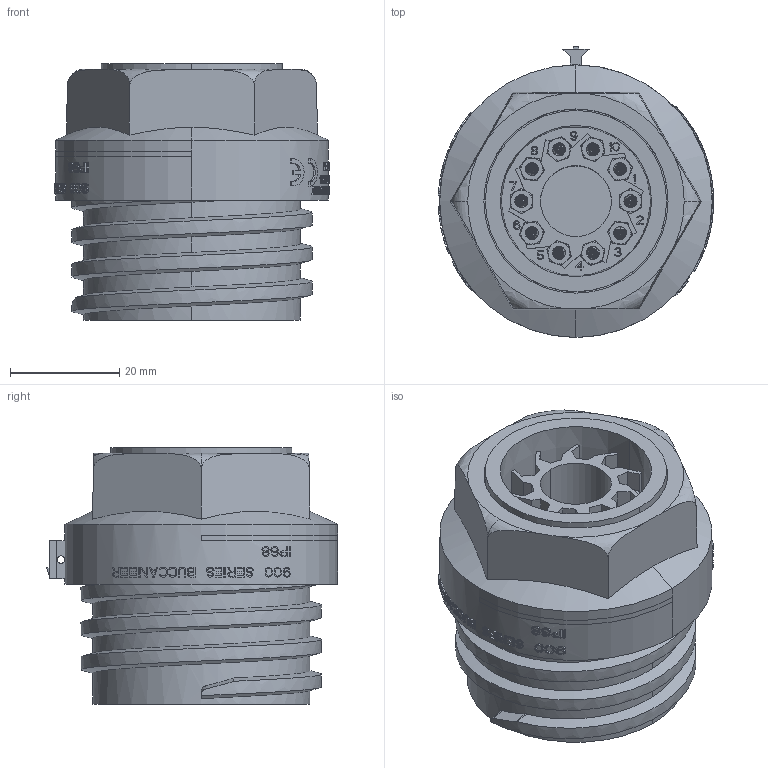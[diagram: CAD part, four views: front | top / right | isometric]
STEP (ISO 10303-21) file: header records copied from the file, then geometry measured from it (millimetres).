
FILE_DESCRIPTION(('STEP AP242'),'1');
FILE_NAME('px0931-10-s.stp','2024-02-01T19:14:17',('TraceParts'),('TraceParts S.A.'),'Spatial InterOp 3D',' ',' ');
FILE_SCHEMA(('AP242_MANAGED_MODEL_BASED_3D_ENGINEERING_MIM_LF {1 0 10303 442 1 1 4}'));
Length unit declared in the file: millimetre
Products named in the file (1): px0931-10-s
Bounding box: 50.48 x 53.4 x 47 mm (x, y, z)
Volume: 48140.8 mm3; surface area: 32649.8 mm2
Topology: 1 solids, 1 shells, 4411 faces, 12783 edges, 8323 vertices
Faces by surface type: plane 3302, cylinder 609, bspline 199, cone 150, torus 91, sphere 60
Entity records: 227508 total; most frequent: CARTESIAN_POINT 120768, ORIENTED_EDGE 25406, DIRECTION 17681, EDGE_CURVE 12703, VERTEX_POINT 8323, LINE 5921, VECTOR 5921, AXIS2_PLACEMENT_3D 5880
